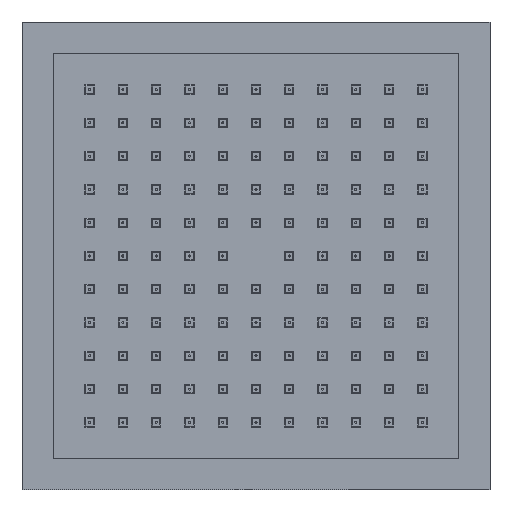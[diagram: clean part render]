
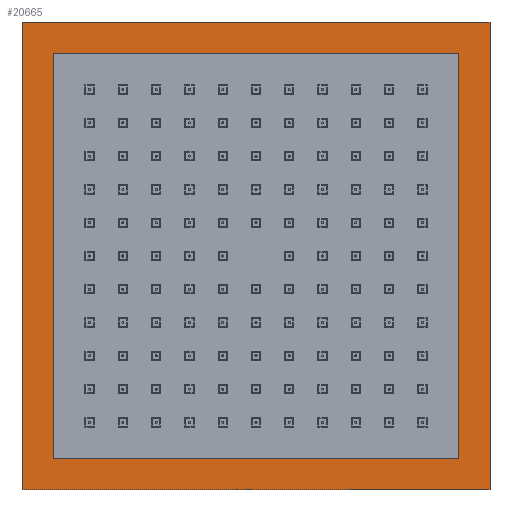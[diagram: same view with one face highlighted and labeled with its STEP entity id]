
A CAD part, front view. The second image highlights one B-rep face of the part: STEP entity #20665.
In plain terms, the highlighted planar face has unit normal (0, -1, 0).
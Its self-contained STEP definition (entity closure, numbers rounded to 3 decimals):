
#46 = VECTOR ( 'NONE', #39683, 1000. ) ;
#206 = EDGE_CURVE ( 'NONE', #35557, #7285, #12469, .T. ) ;
#535 = VERTEX_POINT ( 'NONE', #36049 ) ;
#1124 = ORIENTED_EDGE ( 'NONE', *, *, #31922, .T. ) ;
#2164 = FACE_BOUND ( 'NONE', #36627, .T. ) ;
#4737 = CARTESIAN_POINT ( 'NONE',  ( 112.5, -138.249, 112.5 ) ) ;
#5302 = VECTOR ( 'NONE', #31373, 1000. ) ;
#5321 = PLANE ( 'NONE',  #30052 ) ;
#5543 = DIRECTION ( 'NONE',  ( 0., 1., 0. ) ) ;
#5946 = ORIENTED_EDGE ( 'NONE', *, *, #23422, .F. ) ;
#6505 = VERTEX_POINT ( 'NONE', #9831 ) ;
#6831 = VERTEX_POINT ( 'NONE', #44219 ) ;
#7285 = VERTEX_POINT ( 'NONE', #11666 ) ;
#7552 = ORIENTED_EDGE ( 'NONE', *, *, #39375, .F. ) ;
#7651 = CARTESIAN_POINT ( 'NONE',  ( 112.5, -138.249, -112.5 ) ) ;
#8846 = VECTOR ( 'NONE', #14154, 1000. ) ;
#9419 = ORIENTED_EDGE ( 'NONE', *, *, #206, .T. ) ;
#9593 = LINE ( 'NONE', #23365, #27115 ) ;
#9815 = DIRECTION ( 'NONE',  ( -1., 0., 0. ) ) ;
#9831 = CARTESIAN_POINT ( 'NONE',  ( -97.5, -138.249, -97.5 ) ) ;
#11666 = CARTESIAN_POINT ( 'NONE',  ( 112.5, -138.249, 112.5 ) ) ;
#11686 = VERTEX_POINT ( 'NONE', #34002 ) ;
#12469 = LINE ( 'NONE', #26012, #46 ) ;
#12479 = VECTOR ( 'NONE', #15506, 1000. ) ;
#14154 = DIRECTION ( 'NONE',  ( 0., 0., -1. ) ) ;
#14841 = LINE ( 'NONE', #4737, #12479 ) ;
#15198 = CARTESIAN_POINT ( 'NONE',  ( 97.5, -138.249, -97.5 ) ) ;
#15506 = DIRECTION ( 'NONE',  ( -1., 0., 0. ) ) ;
#17028 = EDGE_LOOP ( 'NONE', ( #20297, #1124, #9419, #24770 ) ) ;
#18408 = LINE ( 'NONE', #25409, #42871 ) ;
#19265 = EDGE_CURVE ( 'NONE', #37157, #31706, #9593, .T. ) ;
#20297 = ORIENTED_EDGE ( 'NONE', *, *, #42187, .T. ) ;
#20665 = ADVANCED_FACE ( 'NONE', ( #24538, #2164 ), #5321, .F. ) ;
#21132 = CARTESIAN_POINT ( 'NONE',  ( -97.5, -138.249, 97.5 ) ) ;
#23365 = CARTESIAN_POINT ( 'NONE',  ( 97.5, -138.249, 97.5 ) ) ;
#23422 = EDGE_CURVE ( 'NONE', #6505, #6831, #25574, .T. ) ;
#23760 = DIRECTION ( 'NONE',  ( 0., 0., -1. ) ) ;
#24538 = FACE_OUTER_BOUND ( 'NONE', #17028, .T. ) ;
#24770 = ORIENTED_EDGE ( 'NONE', *, *, #29305, .T. ) ;
#25409 = CARTESIAN_POINT ( 'NONE',  ( 112.5, -138.249, -112.5 ) ) ;
#25574 = LINE ( 'NONE', #15198, #27133 ) ;
#26012 = CARTESIAN_POINT ( 'NONE',  ( 112.5, -138.249, 112.5 ) ) ;
#27115 = VECTOR ( 'NONE', #9815, 1000. ) ;
#27133 = VECTOR ( 'NONE', #40529, 1000. ) ;
#28787 = LINE ( 'NONE', #41831, #8846 ) ;
#29162 = DIRECTION ( 'NONE',  ( 1., 0., 0. ) ) ;
#29305 = EDGE_CURVE ( 'NONE', #7285, #11686, #14841, .T. ) ;
#30052 = AXIS2_PLACEMENT_3D ( 'NONE', #38653, #5543, #29162 ) ;
#30817 = CARTESIAN_POINT ( 'NONE',  ( 97.5, -138.249, 97.5 ) ) ;
#31373 = DIRECTION ( 'NONE',  ( 0., 0., 1. ) ) ;
#31596 = LINE ( 'NONE', #31813, #5302 ) ;
#31706 = VERTEX_POINT ( 'NONE', #21132 ) ;
#31813 = CARTESIAN_POINT ( 'NONE',  ( 97.5, -138.249, -97.5 ) ) ;
#31922 = EDGE_CURVE ( 'NONE', #535, #35557, #18408, .T. ) ;
#32962 = EDGE_CURVE ( 'NONE', #31706, #6505, #28787, .T. ) ;
#34002 = CARTESIAN_POINT ( 'NONE',  ( -112.5, -138.249, 112.5 ) ) ;
#35557 = VERTEX_POINT ( 'NONE', #7651 ) ;
#35722 = DIRECTION ( 'NONE',  ( 1., 0., 0. ) ) ;
#36049 = CARTESIAN_POINT ( 'NONE',  ( -112.5, -138.249, -112.5 ) ) ;
#36627 = EDGE_LOOP ( 'NONE', ( #40780, #39879, #7552, #5946 ) ) ;
#37157 = VERTEX_POINT ( 'NONE', #30817 ) ;
#37428 = CARTESIAN_POINT ( 'NONE',  ( -112.5, -138.249, 112.5 ) ) ;
#37794 = VECTOR ( 'NONE', #23760, 1000. ) ;
#37867 = LINE ( 'NONE', #37428, #37794 ) ;
#38653 = CARTESIAN_POINT ( 'NONE',  ( 0., -138.249, 0. ) ) ;
#39375 = EDGE_CURVE ( 'NONE', #6831, #37157, #31596, .T. ) ;
#39683 = DIRECTION ( 'NONE',  ( 0., 0., 1. ) ) ;
#39879 = ORIENTED_EDGE ( 'NONE', *, *, #19265, .F. ) ;
#40529 = DIRECTION ( 'NONE',  ( 1., 0., 0. ) ) ;
#40780 = ORIENTED_EDGE ( 'NONE', *, *, #32962, .F. ) ;
#41831 = CARTESIAN_POINT ( 'NONE',  ( -97.5, -138.249, -97.5 ) ) ;
#42187 = EDGE_CURVE ( 'NONE', #11686, #535, #37867, .T. ) ;
#42871 = VECTOR ( 'NONE', #35722, 1000. ) ;
#44219 = CARTESIAN_POINT ( 'NONE',  ( 97.5, -138.249, -97.5 ) ) ;
